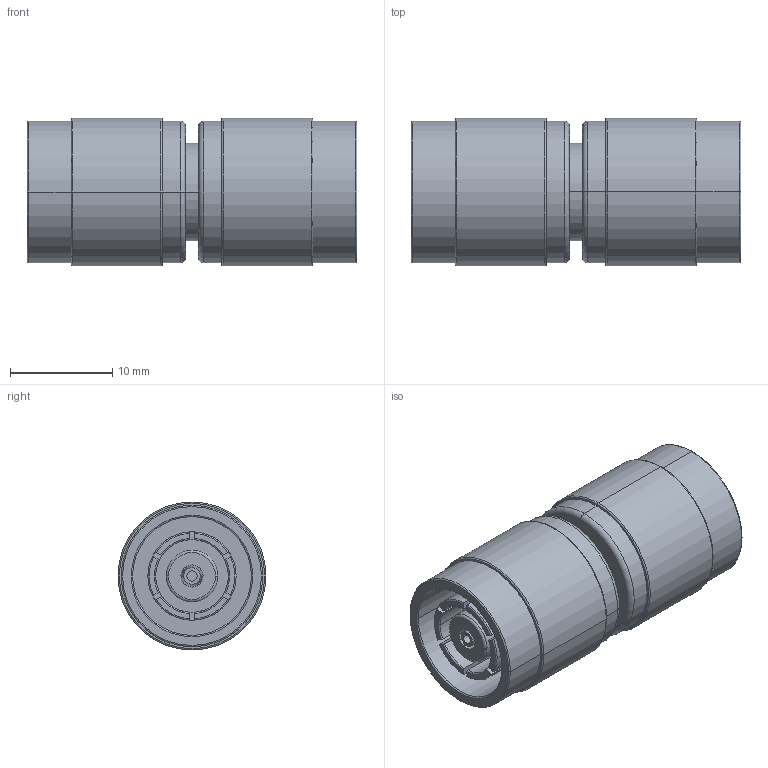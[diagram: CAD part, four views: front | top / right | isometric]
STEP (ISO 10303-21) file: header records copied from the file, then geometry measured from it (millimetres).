
FILE_DESCRIPTION (( 'STEP AP203' ), '1' );
FILE_NAME ('AXA-RTPRTP.STEP', '2010-04-21T12:26:42', ( 'x' ), ( 'Microsoft' ), 'SwSTEP 2.0', 'SolidWorks 2010', '' );
FILE_SCHEMA (( 'CONFIG_CONTROL_DESIGN' ));
Length unit declared in the file: inch
Products named in the file (3): AXA-RTPRTP-MA1; AXA-RTPRTP; AXA-RTPRTP-MA2
Assembly tree (4 placements, depth 2):
  AXA-RTPRTP
    AXA-RTPRTP-MA1  x2
    AXA-RTPRTP-MA2  x2
Bounding box: 32.26 x 14.48 x 14.48 mm (x, y, z)
Volume: 3336.7 mm3; surface area: 5255.8 mm2
Topology: 4 solids, 4 shells, 194 faces, 460 edges, 296 vertices
Faces by surface type: plane 78, cylinder 60, torus 52, cone 4
Entity records: 3533 total; most frequent: CARTESIAN_POINT 842, DIRECTION 540, ORIENTED_EDGE 460, EDGE_CURVE 230, AXIS2_PLACEMENT_3D 230, VERTEX_POINT 148, CIRCLE 126, EDGE_LOOP 110
